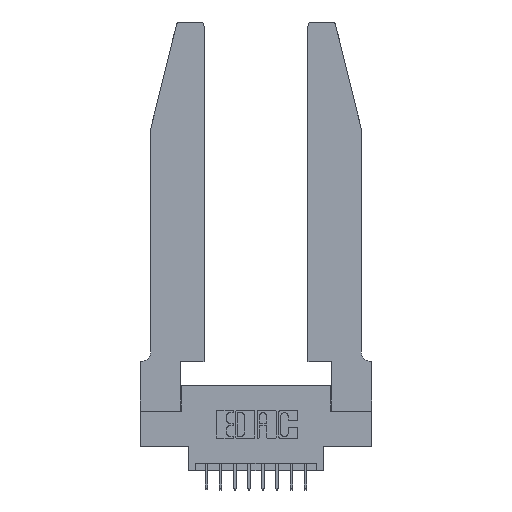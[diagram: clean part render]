
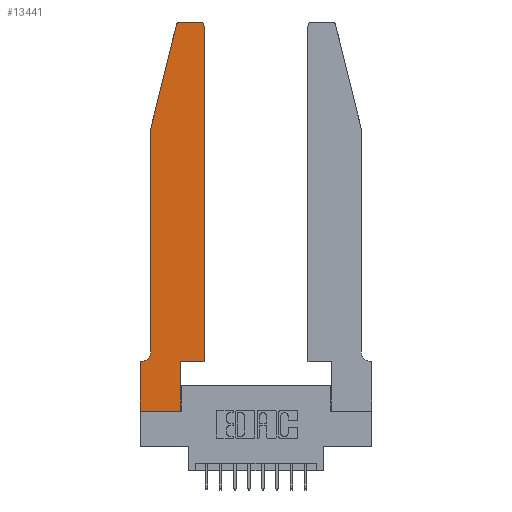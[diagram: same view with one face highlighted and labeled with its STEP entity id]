
A CAD part, top view. The second image highlights one B-rep face of the part: STEP entity #13441.
In plain terms, the highlighted planar face has unit normal (0, 0, 1).
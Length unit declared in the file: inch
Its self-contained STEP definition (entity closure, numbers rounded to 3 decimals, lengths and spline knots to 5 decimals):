
#367 = DIRECTION ( 'NONE',  ( -1., 0., 0. ) ) ;
#450 = CIRCLE ( 'NONE', #10428, 0.03 ) ;
#679 = CARTESIAN_POINT ( 'NONE',  ( 0.0755, 0.35, 0.37 ) ) ;
#850 = CARTESIAN_POINT ( 'NONE',  ( 0.4205, 2.72, 0.37 ) ) ;
#867 = EDGE_CURVE ( 'NONE', #6022, #11029, #9886, .T. ) ;
#1072 = EDGE_CURVE ( 'NONE', #12403, #1325, #5817, .T. ) ;
#1325 = VERTEX_POINT ( 'NONE', #14777 ) ;
#1785 = CARTESIAN_POINT ( 'NONE',  ( 0.4505, 0.35, 0.37 ) ) ;
#1826 = DIRECTION ( 'NONE',  ( 0., 0., -1. ) ) ;
#1911 = LINE ( 'NONE', #5171, #14907 ) ;
#1938 = CARTESIAN_POINT ( 'NONE',  ( 0.4505, 2.72, 0.37 ) ) ;
#1952 = CARTESIAN_POINT ( 'NONE',  ( 0.0755, 2., 0.37 ) ) ;
#2016 = DIRECTION ( 'NONE',  ( 0., -1., 0. ) ) ;
#2029 = LINE ( 'NONE', #1785, #15507 ) ;
#2082 = ORIENTED_EDGE ( 'NONE', *, *, #9696, .T. ) ;
#2096 = CARTESIAN_POINT ( 'NONE',  ( 0., 0.35, 0.37 ) ) ;
#2182 = CARTESIAN_POINT ( 'NONE',  ( 0.4505, 0.35, 0.37 ) ) ;
#2354 = ORIENTED_EDGE ( 'NONE', *, *, #3097, .T. ) ;
#2996 = DIRECTION ( 'NONE',  ( 0., 0., 1. ) ) ;
#3004 = LINE ( 'NONE', #1952, #14212 ) ;
#3083 = CARTESIAN_POINT ( 'NONE',  ( 0., 0., 0.37 ) ) ;
#3097 = EDGE_CURVE ( 'NONE', #12613, #12334, #5100, .T. ) ;
#3152 = VECTOR ( 'NONE', #367, 39.37008 ) ;
#3156 = DIRECTION ( 'NONE',  ( 0., 1., 0. ) ) ;
#3157 = DIRECTION ( 'NONE',  ( 1., 0., 0. ) ) ;
#3665 = ORIENTED_EDGE ( 'NONE', *, *, #867, .T. ) ;
#3676 = CARTESIAN_POINT ( 'NONE',  ( 0.2865, 0.35, 0.37 ) ) ;
#3905 = EDGE_CURVE ( 'NONE', #13706, #13341, #15282, .T. ) ;
#4132 = CIRCLE ( 'NONE', #4402, 0.03 ) ;
#4188 = ORIENTED_EDGE ( 'NONE', *, *, #6608, .T. ) ;
#4372 = DIRECTION ( 'NONE',  ( 1., 0., 0. ) ) ;
#4402 = AXIS2_PLACEMENT_3D ( 'NONE', #850, #8328, #4372 ) ;
#4536 = EDGE_CURVE ( 'NONE', #7563, #10024, #2029, .T. ) ;
#4602 = EDGE_CURVE ( 'NONE', #11029, #5530, #3004, .T. ) ;
#5100 = LINE ( 'NONE', #9997, #3152 ) ;
#5171 = CARTESIAN_POINT ( 'NONE',  ( 0.4505, 0.35, 0.37 ) ) ;
#5286 = ORIENTED_EDGE ( 'NONE', *, *, #3905, .T. ) ;
#5500 = PLANE ( 'NONE',  #10386 ) ;
#5530 = VERTEX_POINT ( 'NONE', #5785 ) ;
#5785 = CARTESIAN_POINT ( 'NONE',  ( 0.0755, 0.42, 0.37 ) ) ;
#5817 = LINE ( 'NONE', #679, #11356 ) ;
#5838 = ORIENTED_EDGE ( 'NONE', *, *, #4602, .T. ) ;
#6022 = VERTEX_POINT ( 'NONE', #9936 ) ;
#6198 = CARTESIAN_POINT ( 'NONE',  ( 0.0755, 2., 0.37 ) ) ;
#6608 = EDGE_CURVE ( 'NONE', #12334, #6022, #450, .T. ) ;
#6841 = DIRECTION ( 'NONE',  ( 1., 0., 0. ) ) ;
#6869 = VERTEX_POINT ( 'NONE', #3676 ) ;
#6966 = ORIENTED_EDGE ( 'NONE', *, *, #8548, .T. ) ;
#7043 = CARTESIAN_POINT ( 'NONE',  ( 0.2865, 0.35, 0.37 ) ) ;
#7156 = EDGE_CURVE ( 'NONE', #5530, #12403, #13267, .T. ) ;
#7481 = DIRECTION ( 'NONE',  ( -0.239, -0.971, 0. ) ) ;
#7563 = VERTEX_POINT ( 'NONE', #2182 ) ;
#7639 = CARTESIAN_POINT ( 'NONE',  ( 0.284, 2.72, 0.37 ) ) ;
#7685 = CARTESIAN_POINT ( 'NONE',  ( 0.2865, 0., 0.37 ) ) ;
#7927 = DIRECTION ( 'NONE',  ( 1., 0., 0. ) ) ;
#7936 = VECTOR ( 'NONE', #12070, 39.37008 ) ;
#8068 = DIRECTION ( 'NONE',  ( -1., 0., 0. ) ) ;
#8161 = LINE ( 'NONE', #13016, #15490 ) ;
#8328 = DIRECTION ( 'NONE',  ( 0., 0., 1. ) ) ;
#8382 = CARTESIAN_POINT ( 'NONE',  ( 0.4205, 2.75, 0.37 ) ) ;
#8548 = EDGE_CURVE ( 'NONE', #10024, #12613, #4132, .T. ) ;
#8716 = CARTESIAN_POINT ( 'NONE',  ( 0.284, 2.75, 0.37 ) ) ;
#8840 = ORIENTED_EDGE ( 'NONE', *, *, #12171, .T. ) ;
#8857 = EDGE_CURVE ( 'NONE', #6869, #7563, #1911, .T. ) ;
#9262 = FACE_OUTER_BOUND ( 'NONE', #15566, .T. ) ;
#9323 = DIRECTION ( 'NONE',  ( -1., 0., 0. ) ) ;
#9365 = CARTESIAN_POINT ( 'NONE',  ( 0.0755, 2., 0.37 ) ) ;
#9696 = EDGE_CURVE ( 'NONE', #13341, #6869, #14006, .T. ) ;
#9766 = ORIENTED_EDGE ( 'NONE', *, *, #4536, .T. ) ;
#9886 = LINE ( 'NONE', #6198, #12123 ) ;
#9936 = CARTESIAN_POINT ( 'NONE',  ( 0.25487, 2.72718, 0.37 ) ) ;
#9997 = CARTESIAN_POINT ( 'NONE',  ( 0.2605, 2.75, 0.37 ) ) ;
#10024 = VERTEX_POINT ( 'NONE', #1938 ) ;
#10222 = CARTESIAN_POINT ( 'NONE',  ( 0.0055, 0.35, 0.37 ) ) ;
#10386 = AXIS2_PLACEMENT_3D ( 'NONE', #2096, #2996, #7927 ) ;
#10428 = AXIS2_PLACEMENT_3D ( 'NONE', #7639, #15072, #13861 ) ;
#11029 = VERTEX_POINT ( 'NONE', #9365 ) ;
#11356 = VECTOR ( 'NONE', #8068, 39.37008 ) ;
#11384 = ORIENTED_EDGE ( 'NONE', *, *, #8857, .T. ) ;
#11458 = AXIS2_PLACEMENT_3D ( 'NONE', #11551, #1826, #9323 ) ;
#11551 = CARTESIAN_POINT ( 'NONE',  ( 0.0055, 0.42, 0.37 ) ) ;
#12070 = DIRECTION ( 'NONE',  ( 0., 1., 0. ) ) ;
#12123 = VECTOR ( 'NONE', #7481, 39.37008 ) ;
#12171 = EDGE_CURVE ( 'NONE', #1325, #13706, #8161, .T. ) ;
#12334 = VERTEX_POINT ( 'NONE', #8716 ) ;
#12403 = VERTEX_POINT ( 'NONE', #10222 ) ;
#12613 = VERTEX_POINT ( 'NONE', #8382 ) ;
#13016 = CARTESIAN_POINT ( 'NONE',  ( 0., 0., 0.37 ) ) ;
#13267 = CIRCLE ( 'NONE', #11458, 0.07 ) ;
#13341 = VERTEX_POINT ( 'NONE', #7685 ) ;
#13441 = ADVANCED_FACE ( 'NONE', ( #9262 ), #5500, .T. ) ;
#13706 = VERTEX_POINT ( 'NONE', #14861 ) ;
#13861 = DIRECTION ( 'NONE',  ( 1., 0., 0. ) ) ;
#14006 = LINE ( 'NONE', #7043, #7936 ) ;
#14212 = VECTOR ( 'NONE', #15441, 39.37008 ) ;
#14777 = CARTESIAN_POINT ( 'NONE',  ( 0., 0.35, 0.37 ) ) ;
#14861 = CARTESIAN_POINT ( 'NONE',  ( 0., 0., 0.37 ) ) ;
#14907 = VECTOR ( 'NONE', #6841, 39.37008 ) ;
#15072 = DIRECTION ( 'NONE',  ( 0., 0., 1. ) ) ;
#15083 = ORIENTED_EDGE ( 'NONE', *, *, #7156, .T. ) ;
#15282 = LINE ( 'NONE', #3083, #15494 ) ;
#15441 = DIRECTION ( 'NONE',  ( 0., -1., 0. ) ) ;
#15490 = VECTOR ( 'NONE', #2016, 39.37008 ) ;
#15494 = VECTOR ( 'NONE', #3157, 39.37008 ) ;
#15507 = VECTOR ( 'NONE', #3156, 39.37008 ) ;
#15566 = EDGE_LOOP ( 'NONE', ( #2354, #4188, #3665, #5838, #15083, #15740, #8840, #5286, #2082, #11384, #9766, #6966 ) ) ;
#15740 = ORIENTED_EDGE ( 'NONE', *, *, #1072, .T. ) ;
